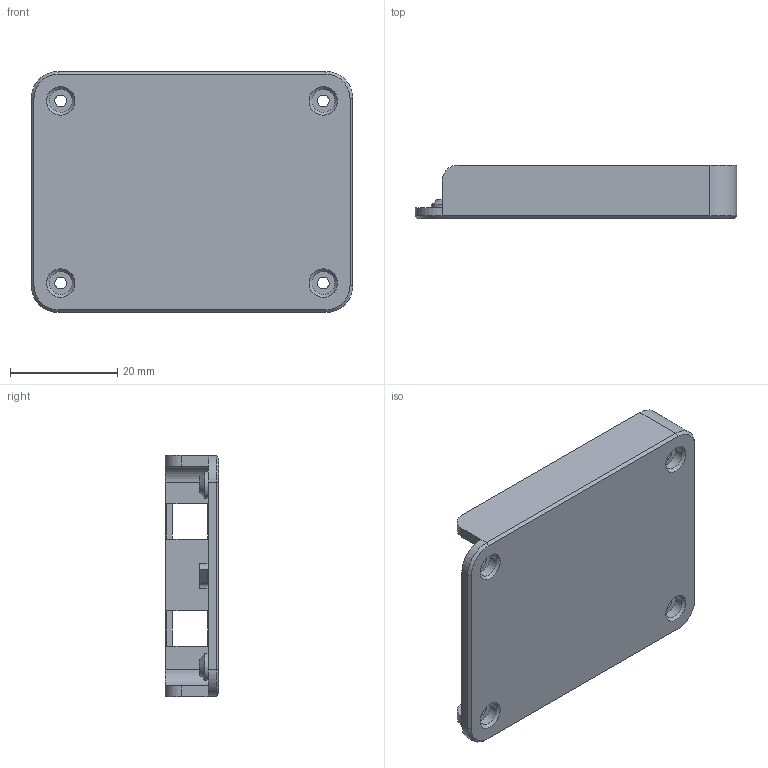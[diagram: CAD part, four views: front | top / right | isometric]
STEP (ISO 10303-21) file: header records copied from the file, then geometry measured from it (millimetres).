
FILE_DESCRIPTION(/* description */ (''),/* implementation_level */ '2;1');
FILE_NAME(/* name */ 'Case_base v20.step',/* time_stamp */ '2025-07-13T23:18:08+02:00',/* author */ (''),/* organization */ (''),/* preprocessor_version */ 'ST-DEVELOPER v20.1',/* originating_system */ 'Autodesk Translation Framework v14.10.0.0',/* authorisation */ '');
FILE_SCHEMA (('AUTOMOTIVE_DESIGN { 1 0 10303 214 3 1 1 }'));
Length unit declared in the file: millimetre
Products named in the file (1): Case_base
Bounding box: 60 x 10 x 45 mm (x, y, z)
Volume: 7475.3 mm3; surface area: 8195.1 mm2
Topology: 1 solids, 1 shells, 74 faces, 174 edges, 110 vertices
Faces by surface type: plane 38, cylinder 24, cone 12
Full cylindrical faces by diameter (mm): 2.2 x4, 4.3 x4, 5 x4
Entity records: 2171 total; most frequent: DIRECTION 384, CARTESIAN_POINT 359, ORIENTED_EDGE 348, EDGE_CURVE 174, AXIS2_PLACEMENT_3D 135, LINE 114, VECTOR 114, VERTEX_POINT 110
